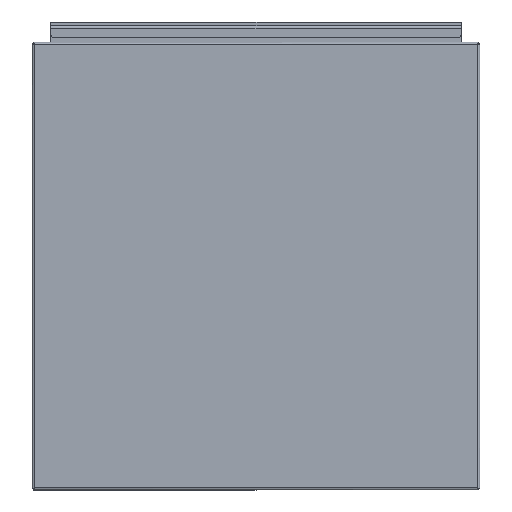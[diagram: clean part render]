
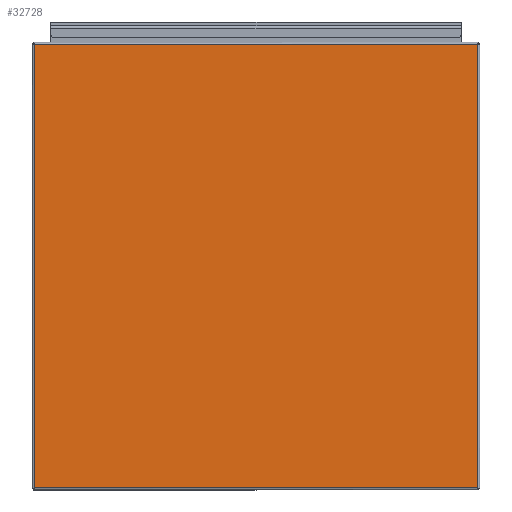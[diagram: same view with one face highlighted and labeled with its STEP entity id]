
A CAD part, top view. The second image highlights one B-rep face of the part: STEP entity #32728.
In plain terms, the highlighted planar face has unit normal (0, 0, 1).
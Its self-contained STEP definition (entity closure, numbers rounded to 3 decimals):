
#385 = FACE_OUTER_BOUND ( 'NONE', #21501, .T. ) ;
#2126 = CARTESIAN_POINT ( 'NONE',  ( 11.892, -1.009, 3.165 ) ) ;
#3832 = VECTOR ( 'NONE', #27845, 39.37 ) ;
#6203 = VERTEX_POINT ( 'NONE', #10058 ) ;
#7453 = VERTEX_POINT ( 'NONE', #9443 ) ;
#7840 = LINE ( 'NONE', #22846, #17429 ) ;
#9443 = CARTESIAN_POINT ( 'NONE',  ( 11.892, -1.009, 3.165 ) ) ;
#10058 = CARTESIAN_POINT ( 'NONE',  ( -11.892, -1.009, 3.165 ) ) ;
#10230 = DIRECTION ( 'NONE',  ( 0., -1., 0. ) ) ;
#12832 = ORIENTED_EDGE ( 'NONE', *, *, #33013, .F. ) ;
#13561 = VERTEX_POINT ( 'NONE', #15365 ) ;
#15365 = CARTESIAN_POINT ( 'NONE',  ( 11.892, -24.793, 3.165 ) ) ;
#16209 = PLANE ( 'NONE',  #17877 ) ;
#16538 = DIRECTION ( 'NONE',  ( 0., 0., -1. ) ) ;
#17429 = VECTOR ( 'NONE', #10230, 39.37 ) ;
#17791 = LINE ( 'NONE', #2126, #3832 ) ;
#17877 = AXIS2_PLACEMENT_3D ( 'NONE', #26267, #16538, #26940 ) ;
#17899 = VECTOR ( 'NONE', #24987, 39.37 ) ;
#19458 = LINE ( 'NONE', #25068, #27112 ) ;
#21222 = ORIENTED_EDGE ( 'NONE', *, *, #24611, .F. ) ;
#21501 = EDGE_LOOP ( 'NONE', ( #22746, #28273, #12832, #21222 ) ) ;
#22746 = ORIENTED_EDGE ( 'NONE', *, *, #25129, .F. ) ;
#22846 = CARTESIAN_POINT ( 'NONE',  ( 11.892, -24.793, 3.165 ) ) ;
#23205 = CARTESIAN_POINT ( 'NONE',  ( -11.892, -24.793, 3.165 ) ) ;
#24117 = VERTEX_POINT ( 'NONE', #23205 ) ;
#24611 = EDGE_CURVE ( 'NONE', #7453, #13561, #7840, .T. ) ;
#24987 = DIRECTION ( 'NONE',  ( 0., 1., 0. ) ) ;
#25068 = CARTESIAN_POINT ( 'NONE',  ( -11.892, -24.793, 3.165 ) ) ;
#25129 = EDGE_CURVE ( 'NONE', #6203, #7453, #17791, .T. ) ;
#26267 = CARTESIAN_POINT ( 'NONE',  ( 0., -12.901, 3.165 ) ) ;
#26940 = DIRECTION ( 'NONE',  ( 0., -1., 0. ) ) ;
#27112 = VECTOR ( 'NONE', #29837, 39.37 ) ;
#27845 = DIRECTION ( 'NONE',  ( 1., 0., 0. ) ) ;
#28042 = CARTESIAN_POINT ( 'NONE',  ( -11.892, -1.009, 3.165 ) ) ;
#28273 = ORIENTED_EDGE ( 'NONE', *, *, #33254, .F. ) ;
#29837 = DIRECTION ( 'NONE',  ( -1., 0., 0. ) ) ;
#30606 = LINE ( 'NONE', #28042, #17899 ) ;
#32728 = ADVANCED_FACE ( 'NONE', ( #385 ), #16209, .F. ) ;
#33013 = EDGE_CURVE ( 'NONE', #13561, #24117, #19458, .T. ) ;
#33254 = EDGE_CURVE ( 'NONE', #24117, #6203, #30606, .T. ) ;
